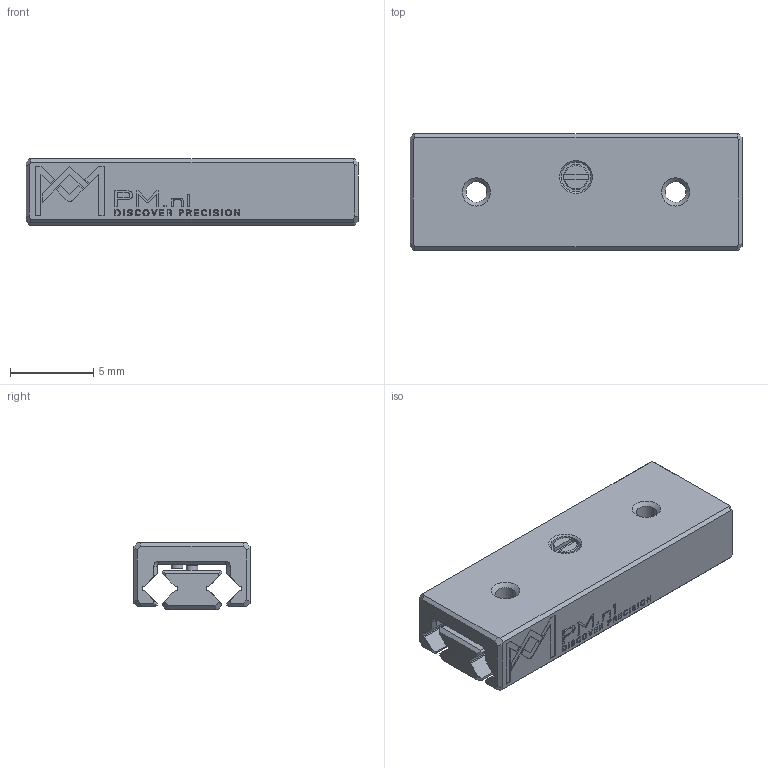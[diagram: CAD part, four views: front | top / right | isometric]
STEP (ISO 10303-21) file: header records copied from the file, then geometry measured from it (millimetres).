
FILE_DESCRIPTION(/* description */ (''),/* implementation_level */ '2;1');
FILE_NAME(/* name */ 'PMMR 05-20.stp',/* time_stamp */ '2024-10-18T14:48:51+02:00',/* author */ (''),/* organization */ (''),/* preprocessor_version */ 'ST-DEVELOPER v16.7',/* originating_system */ 'SIEMENS PLM Software NX 12.0',/* authorisation */ '');
FILE_SCHEMA (('AUTOMOTIVE_DESIGN { 1 0 10303 214 3 1 1 1 }'));
Length unit declared in the file: millimetre
Products named in the file (1): 045230_A_34-Slide PMMR 05-20 Assy_stp
Bounding box: 20 x 7 x 4 mm (x, y, z)
Volume: 409 mm3; surface area: 913.9 mm2
Topology: 4 solids, 4 shells, 733 faces, 1939 edges, 1288 vertices
Faces by surface type: plane 512, bspline 180, cone 23, cylinder 18
Full cylindrical faces by diameter (mm): 0.7 x2, 0.75 x2, 0.95 x2, 1.2 x2, 1.25 x4, 1.5 x2, 1.6 x1, 1.8 x1
Entity records: 27237 total; most frequent: CARTESIAN_POINT 6416, ORIENTED_EDGE 3794, DIRECTION 2702, EDGE_CURVE 1897, LINE 1464, VECTOR 1464, VERTEX_POINT 1277, EDGE_LOOP 850
